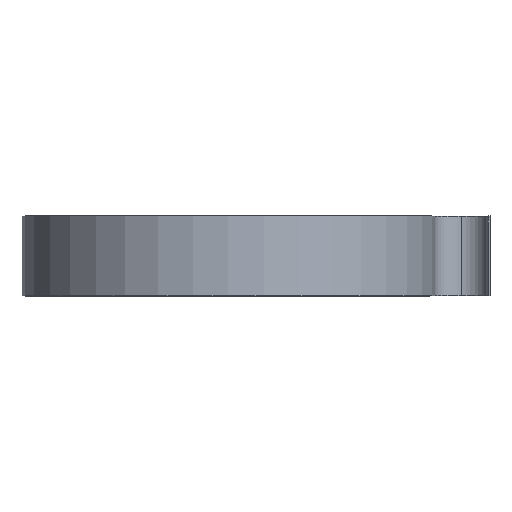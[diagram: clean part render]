
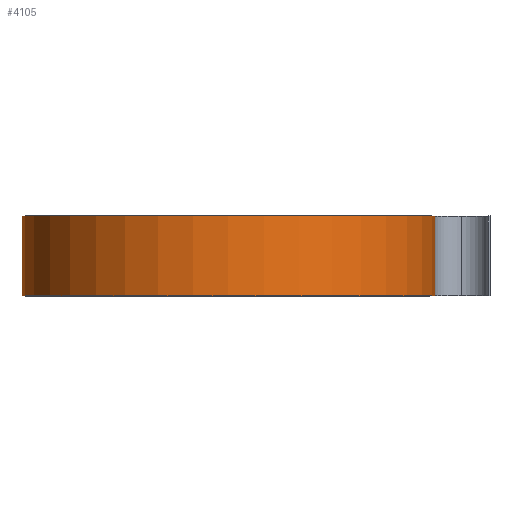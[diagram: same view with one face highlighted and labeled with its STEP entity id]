
A CAD part, top view. The second image highlights one B-rep face of the part: STEP entity #4105.
In plain terms, the highlighted cylindrical face has radius 15.5 mm (diameter 31 mm), a partial arc.
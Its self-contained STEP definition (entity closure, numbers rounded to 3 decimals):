
#147 = EDGE_CURVE ( 'NONE', #2051, #778, #2263, .T. ) ;
#175 = CARTESIAN_POINT ( 'NONE',  ( -15.5, 6., 0. ) ) ;
#536 = AXIS2_PLACEMENT_3D ( 'NONE', #4055, #2896, #1299 ) ;
#706 = CIRCLE ( 'NONE', #536, 15.5 ) ;
#766 = VERTEX_POINT ( 'NONE', #2062 ) ;
#778 = VERTEX_POINT ( 'NONE', #4108 ) ;
#986 = ORIENTED_EDGE ( 'NONE', *, *, #1661, .F. ) ;
#1185 = LINE ( 'NONE', #2856, #3171 ) ;
#1299 = DIRECTION ( 'NONE',  ( 1., 0., 0. ) ) ;
#1316 = VECTOR ( 'NONE', #4902, 1000. ) ;
#1374 = DIRECTION ( 'NONE',  ( 0., 0., -1. ) ) ;
#1399 = CYLINDRICAL_SURFACE ( 'NONE', #3504, 15.5 ) ;
#1661 = EDGE_CURVE ( 'NONE', #766, #778, #2489, .T. ) ;
#1949 = CARTESIAN_POINT ( 'NONE',  ( -15.5, 0., 0. ) ) ;
#2051 = VERTEX_POINT ( 'NONE', #1949 ) ;
#2053 = EDGE_LOOP ( 'NONE', ( #2459, #986, #2413, #2487 ) ) ;
#2062 = CARTESIAN_POINT ( 'NONE',  ( 15.5, 6., 0. ) ) ;
#2259 = CARTESIAN_POINT ( 'NONE',  ( 0., 0., 0. ) ) ;
#2263 = CIRCLE ( 'NONE', #2957, 15.5 ) ;
#2413 = ORIENTED_EDGE ( 'NONE', *, *, #3537, .F. ) ;
#2459 = ORIENTED_EDGE ( 'NONE', *, *, #147, .T. ) ;
#2487 = ORIENTED_EDGE ( 'NONE', *, *, #4486, .T. ) ;
#2489 = LINE ( 'NONE', #3310, #1316 ) ;
#2856 = CARTESIAN_POINT ( 'NONE',  ( -15.5, 6., 0. ) ) ;
#2896 = DIRECTION ( 'NONE',  ( 0., 1., 0. ) ) ;
#2957 = AXIS2_PLACEMENT_3D ( 'NONE', #2259, #4643, #3807 ) ;
#3171 = VECTOR ( 'NONE', #4437, 1000. ) ;
#3310 = CARTESIAN_POINT ( 'NONE',  ( 15.5, 6., 0. ) ) ;
#3504 = AXIS2_PLACEMENT_3D ( 'NONE', #4630, #3815, #1374 ) ;
#3537 = EDGE_CURVE ( 'NONE', #5051, #766, #706, .T. ) ;
#3631 = FACE_OUTER_BOUND ( 'NONE', #2053, .T. ) ;
#3807 = DIRECTION ( 'NONE',  ( 1., 0., 0. ) ) ;
#3815 = DIRECTION ( 'NONE',  ( 0., -1., 0. ) ) ;
#4055 = CARTESIAN_POINT ( 'NONE',  ( 0., 6., 0. ) ) ;
#4105 = ADVANCED_FACE ( 'NONE', ( #3631 ), #1399, .T. ) ;
#4108 = CARTESIAN_POINT ( 'NONE',  ( 15.5, 0., 0. ) ) ;
#4437 = DIRECTION ( 'NONE',  ( 0., -1., 0. ) ) ;
#4486 = EDGE_CURVE ( 'NONE', #5051, #2051, #1185, .T. ) ;
#4630 = CARTESIAN_POINT ( 'NONE',  ( 0., 6., 0. ) ) ;
#4643 = DIRECTION ( 'NONE',  ( 0., 1., 0. ) ) ;
#4902 = DIRECTION ( 'NONE',  ( 0., -1., 0. ) ) ;
#5051 = VERTEX_POINT ( 'NONE', #175 ) ;
